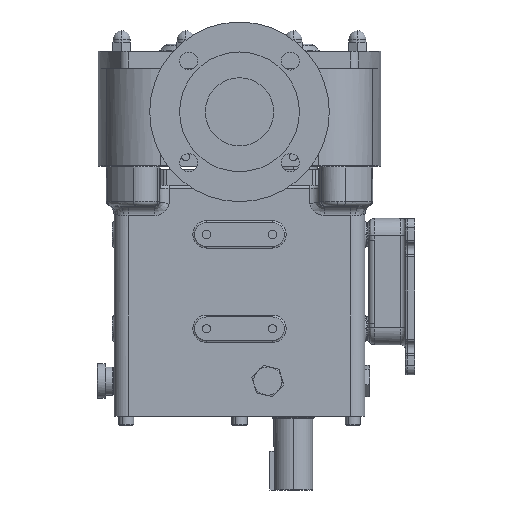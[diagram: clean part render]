
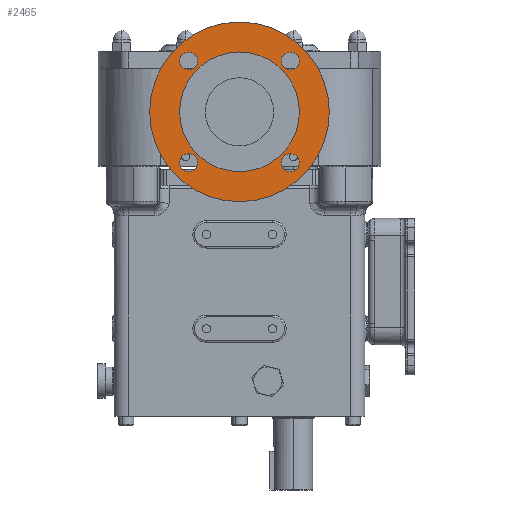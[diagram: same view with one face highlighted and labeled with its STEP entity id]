
A CAD part, left-side view. The second image highlights one B-rep face of the part: STEP entity #2465.
In plain terms, the highlighted face is planar.
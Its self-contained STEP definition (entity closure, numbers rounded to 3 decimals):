
#185 = ORIENTED_EDGE ( 'NONE', *, *, #6537, .F. ) ;
#247 = ORIENTED_EDGE ( 'NONE', *, *, #588, .F. ) ;
#331 = EDGE_CURVE ( 'NONE', #7456, #8516, #28179, .T. ) ;
#335 = AXIS2_PLACEMENT_3D ( 'NONE', #27686, #23476, #18648 ) ;
#588 = EDGE_CURVE ( 'NONE', #8516, #7456, #26757, .T. ) ;
#727 = EDGE_LOOP ( 'NONE', ( #24891, #1384 ) ) ;
#957 = VERTEX_POINT ( 'NONE', #2486 ) ;
#1000 = CARTESIAN_POINT ( 'NONE',  ( -1.5, -53.882, -53.882 ) ) ;
#1034 = AXIS2_PLACEMENT_3D ( 'NONE', #1000, #28167, #14103 ) ;
#1130 = DIRECTION ( 'NONE',  ( 1., 0., 0. ) ) ;
#1225 = ORIENTED_EDGE ( 'NONE', *, *, #25690, .F. ) ;
#1384 = ORIENTED_EDGE ( 'NONE', *, *, #16939, .F. ) ;
#1654 = VERTEX_POINT ( 'NONE', #26173 ) ;
#1973 = EDGE_LOOP ( 'NONE', ( #3328, #7306 ) ) ;
#2003 = AXIS2_PLACEMENT_3D ( 'NONE', #18540, #9328, #4505 ) ;
#2040 = CIRCLE ( 'NONE', #3998, 95.25 ) ;
#2274 = CIRCLE ( 'NONE', #335, 9.5 ) ;
#2325 = DIRECTION ( 'NONE',  ( 0., 0., -1. ) ) ;
#2330 = AXIS2_PLACEMENT_3D ( 'NONE', #16344, #27959, #2325 ) ;
#2417 = ORIENTED_EDGE ( 'NONE', *, *, #7773, .F. ) ;
#2465 = ADVANCED_FACE ( 'NONE', ( #7184, #25593, #23341, #2668, #11844, #21071 ), #21970, .T. ) ;
#2486 = CARTESIAN_POINT ( 'NONE',  ( -1.5, 0., -63.5 ) ) ;
#2668 = FACE_BOUND ( 'NONE', #9569, .T. ) ;
#3253 = DIRECTION ( 'NONE',  ( 0., 0., -1. ) ) ;
#3328 = ORIENTED_EDGE ( 'NONE', *, *, #4357, .F. ) ;
#3998 = AXIS2_PLACEMENT_3D ( 'NONE', #14395, #12115, #26023 ) ;
#4357 = EDGE_CURVE ( 'NONE', #7438, #1654, #28182, .T. ) ;
#4482 = VERTEX_POINT ( 'NONE', #21613 ) ;
#4505 = DIRECTION ( 'NONE',  ( 0., 0., -1. ) ) ;
#4880 = DIRECTION ( 'NONE',  ( 1., 0., 0. ) ) ;
#4893 = DIRECTION ( 'NONE',  ( 0., 0., -1. ) ) ;
#4975 = AXIS2_PLACEMENT_3D ( 'NONE', #28294, #1130, #26165 ) ;
#6357 = EDGE_LOOP ( 'NONE', ( #20928, #21576 ) ) ;
#6417 = AXIS2_PLACEMENT_3D ( 'NONE', #14132, #25793, #18570 ) ;
#6459 = EDGE_CURVE ( 'NONE', #4482, #18696, #27998, .T. ) ;
#6537 = EDGE_CURVE ( 'NONE', #17774, #23145, #21763, .T. ) ;
#6804 = CARTESIAN_POINT ( 'NONE',  ( -1.5, -53.882, 44.382 ) ) ;
#7184 = FACE_BOUND ( 'NONE', #26380, .T. ) ;
#7243 = EDGE_CURVE ( 'NONE', #24770, #21522, #2040, .T. ) ;
#7306 = ORIENTED_EDGE ( 'NONE', *, *, #13639, .F. ) ;
#7378 = AXIS2_PLACEMENT_3D ( 'NONE', #17424, #28896, #19551 ) ;
#7438 = VERTEX_POINT ( 'NONE', #16737 ) ;
#7456 = VERTEX_POINT ( 'NONE', #20853 ) ;
#7543 = ORIENTED_EDGE ( 'NONE', *, *, #6459, .F. ) ;
#7773 = EDGE_CURVE ( 'NONE', #18696, #4482, #21830, .T. ) ;
#8516 = VERTEX_POINT ( 'NONE', #19425 ) ;
#8749 = AXIS2_PLACEMENT_3D ( 'NONE', #16807, #25888, #3253 ) ;
#9328 = DIRECTION ( 'NONE',  ( 1., 0., 0. ) ) ;
#9569 = EDGE_LOOP ( 'NONE', ( #2417, #7543 ) ) ;
#9874 = AXIS2_PLACEMENT_3D ( 'NONE', #13614, #25427, #4893 ) ;
#9962 = ORIENTED_EDGE ( 'NONE', *, *, #331, .F. ) ;
#10364 = EDGE_LOOP ( 'NONE', ( #185, #1225 ) ) ;
#10640 = CIRCLE ( 'NONE', #8749, 63.5 ) ;
#11378 = AXIS2_PLACEMENT_3D ( 'NONE', #13963, #23206, #22220 ) ;
#11776 = AXIS2_PLACEMENT_3D ( 'NONE', #13900, #4880, #28104 ) ;
#11844 = FACE_OUTER_BOUND ( 'NONE', #6357, .T. ) ;
#11848 = CARTESIAN_POINT ( 'NONE',  ( -1.5, 0., 95.25 ) ) ;
#12115 = DIRECTION ( 'NONE',  ( 1., 0., 0. ) ) ;
#13313 = CIRCLE ( 'NONE', #11378, 9.5 ) ;
#13614 = CARTESIAN_POINT ( 'NONE',  ( -1.5, 53.935, 53.828 ) ) ;
#13639 = EDGE_CURVE ( 'NONE', #1654, #7438, #13313, .T. ) ;
#13701 = AXIS2_PLACEMENT_3D ( 'NONE', #20862, #18152, #27492 ) ;
#13900 = CARTESIAN_POINT ( 'NONE',  ( -1.5, 53.882, -53.882 ) ) ;
#13963 = CARTESIAN_POINT ( 'NONE',  ( -1.5, 53.882, -53.882 ) ) ;
#13981 = VERTEX_POINT ( 'NONE', #15818 ) ;
#14103 = DIRECTION ( 'NONE',  ( 0., 0., -1. ) ) ;
#14132 = CARTESIAN_POINT ( 'NONE',  ( -1.5, -53.882, 53.882 ) ) ;
#14395 = CARTESIAN_POINT ( 'NONE',  ( -1.5, 0., 0. ) ) ;
#15818 = CARTESIAN_POINT ( 'NONE',  ( -1.5, 0., 63.5 ) ) ;
#16344 = CARTESIAN_POINT ( 'NONE',  ( -1.5, 0., 0. ) ) ;
#16656 = CARTESIAN_POINT ( 'NONE',  ( -1.5, -53.882, -44.382 ) ) ;
#16737 = CARTESIAN_POINT ( 'NONE',  ( -1.5, 53.882, -63.382 ) ) ;
#16807 = CARTESIAN_POINT ( 'NONE',  ( -1.5, 0., 0. ) ) ;
#16939 = EDGE_CURVE ( 'NONE', #13981, #957, #10640, .T. ) ;
#17424 = CARTESIAN_POINT ( 'NONE',  ( -1.5, 63.5, 0. ) ) ;
#17774 = VERTEX_POINT ( 'NONE', #18846 ) ;
#18152 = DIRECTION ( 'NONE',  ( 1., 0., 0. ) ) ;
#18238 = EDGE_CURVE ( 'NONE', #21522, #24770, #22347, .T. ) ;
#18540 = CARTESIAN_POINT ( 'NONE',  ( -1.5, -53.882, 53.882 ) ) ;
#18570 = DIRECTION ( 'NONE',  ( 0., 0., -1. ) ) ;
#18648 = DIRECTION ( 'NONE',  ( 0., 0., -1. ) ) ;
#18696 = VERTEX_POINT ( 'NONE', #6804 ) ;
#18846 = CARTESIAN_POINT ( 'NONE',  ( -1.5, -53.882, -63.382 ) ) ;
#19425 = CARTESIAN_POINT ( 'NONE',  ( -1.5, 53.935, 63.328 ) ) ;
#19551 = DIRECTION ( 'NONE',  ( 0., 0., -1. ) ) ;
#20539 = EDGE_CURVE ( 'NONE', #957, #13981, #23056, .T. ) ;
#20853 = CARTESIAN_POINT ( 'NONE',  ( -1.5, 53.935, 44.328 ) ) ;
#20862 = CARTESIAN_POINT ( 'NONE',  ( -1.5, 53.935, 53.828 ) ) ;
#20928 = ORIENTED_EDGE ( 'NONE', *, *, #7243, .T. ) ;
#21071 = FACE_BOUND ( 'NONE', #727, .T. ) ;
#21522 = VERTEX_POINT ( 'NONE', #11848 ) ;
#21576 = ORIENTED_EDGE ( 'NONE', *, *, #18238, .T. ) ;
#21613 = CARTESIAN_POINT ( 'NONE',  ( -1.5, -53.882, 63.382 ) ) ;
#21763 = CIRCLE ( 'NONE', #1034, 9.5 ) ;
#21830 = CIRCLE ( 'NONE', #6417, 9.5 ) ;
#21970 = PLANE ( 'NONE',  #7378 ) ;
#22220 = DIRECTION ( 'NONE',  ( 0., 0., -1. ) ) ;
#22347 = CIRCLE ( 'NONE', #4975, 95.25 ) ;
#23056 = CIRCLE ( 'NONE', #2330, 63.5 ) ;
#23145 = VERTEX_POINT ( 'NONE', #16656 ) ;
#23206 = DIRECTION ( 'NONE',  ( 1., 0., 0. ) ) ;
#23341 = FACE_BOUND ( 'NONE', #10364, .T. ) ;
#23476 = DIRECTION ( 'NONE',  ( 1., 0., 0. ) ) ;
#24770 = VERTEX_POINT ( 'NONE', #29488 ) ;
#24891 = ORIENTED_EDGE ( 'NONE', *, *, #20539, .F. ) ;
#25427 = DIRECTION ( 'NONE',  ( 1., 0., 0. ) ) ;
#25593 = FACE_BOUND ( 'NONE', #1973, .T. ) ;
#25690 = EDGE_CURVE ( 'NONE', #23145, #17774, #2274, .T. ) ;
#25793 = DIRECTION ( 'NONE',  ( 1., 0., 0. ) ) ;
#25888 = DIRECTION ( 'NONE',  ( 1., 0., 0. ) ) ;
#26023 = DIRECTION ( 'NONE',  ( 0., 0., -1. ) ) ;
#26165 = DIRECTION ( 'NONE',  ( 0., 0., -1. ) ) ;
#26173 = CARTESIAN_POINT ( 'NONE',  ( -1.5, 53.882, -44.382 ) ) ;
#26380 = EDGE_LOOP ( 'NONE', ( #9962, #247 ) ) ;
#26757 = CIRCLE ( 'NONE', #13701, 9.5 ) ;
#27492 = DIRECTION ( 'NONE',  ( 0., 0., -1. ) ) ;
#27686 = CARTESIAN_POINT ( 'NONE',  ( -1.5, -53.882, -53.882 ) ) ;
#27959 = DIRECTION ( 'NONE',  ( 1., 0., 0. ) ) ;
#27998 = CIRCLE ( 'NONE', #2003, 9.5 ) ;
#28104 = DIRECTION ( 'NONE',  ( 0., 0., -1. ) ) ;
#28167 = DIRECTION ( 'NONE',  ( 1., 0., 0. ) ) ;
#28179 = CIRCLE ( 'NONE', #9874, 9.5 ) ;
#28182 = CIRCLE ( 'NONE', #11776, 9.5 ) ;
#28294 = CARTESIAN_POINT ( 'NONE',  ( -1.5, 0., 0. ) ) ;
#28896 = DIRECTION ( 'NONE',  ( 1., 0., 0. ) ) ;
#29488 = CARTESIAN_POINT ( 'NONE',  ( -1.5, 0., -95.25 ) ) ;
